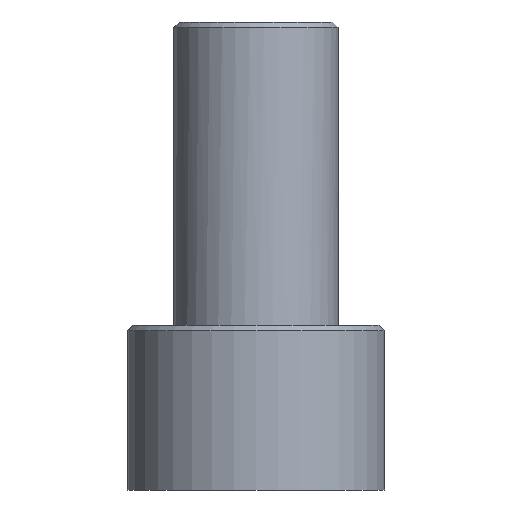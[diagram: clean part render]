
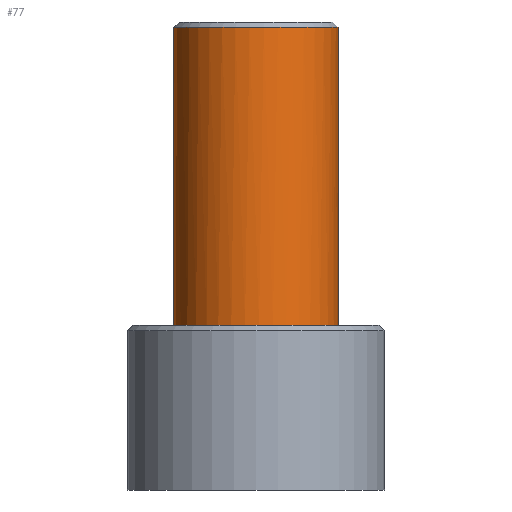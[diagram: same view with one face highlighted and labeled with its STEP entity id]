
A CAD part, front view. The second image highlights one B-rep face of the part: STEP entity #77.
In plain terms, the highlighted cylindrical face has radius 8 mm (diameter 16 mm), a full revolution.
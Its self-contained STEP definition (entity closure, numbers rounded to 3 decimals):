
#50=CYLINDRICAL_SURFACE('',#327,8.);
#77=ADVANCED_FACE('',(#140,#141),#50,.T.);
#140=FACE_BOUND('',#165,.T.);
#141=FACE_BOUND('',#166,.T.);
#165=EDGE_LOOP('',(#227));
#166=EDGE_LOOP('',(#228));
#227=ORIENTED_EDGE('',*,*,#288,.F.);
#228=ORIENTED_EDGE('',*,*,#289,.F.);
#257=VERTEX_POINT('',#476);
#258=VERTEX_POINT('',#479);
#288=EDGE_CURVE('',#257,#257,#299,.T.);
#289=EDGE_CURVE('',#258,#258,#300,.T.);
#299=CIRCLE('',#324,8.);
#300=CIRCLE('',#326,8.);
#324=AXIS2_PLACEMENT_3D('',#475,#395,#396);
#326=AXIS2_PLACEMENT_3D('',#478,#399,#400);
#327=AXIS2_PLACEMENT_3D('',#480,#401,#402);
#395=DIRECTION('',(0.,0.,1.));
#396=DIRECTION('',(-0.423,0.906,0.));
#399=DIRECTION('',(0.,0.,-1.));
#400=DIRECTION('',(1.,0.,0.));
#401=DIRECTION('',(0.,0.,-1.));
#402=DIRECTION('',(-1.,0.,0.));
#475=CARTESIAN_POINT('',(0.,0.,29.));
#476=CARTESIAN_POINT('',(-3.382,7.25,29.));
#478=CARTESIAN_POINT('',(0.,0.,0.));
#479=CARTESIAN_POINT('',(8.,0.,0.));
#480=CARTESIAN_POINT('',(0.,0.,0.));
